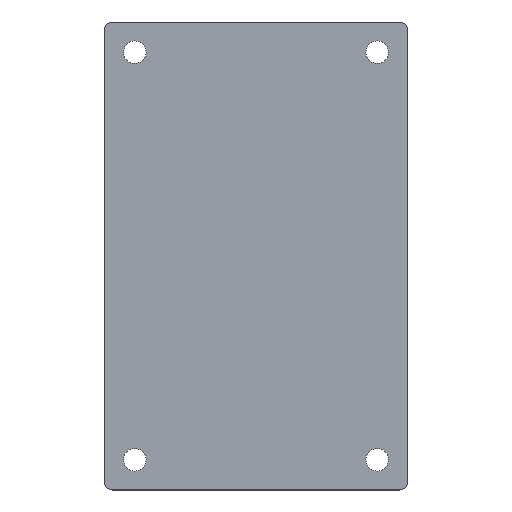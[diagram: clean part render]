
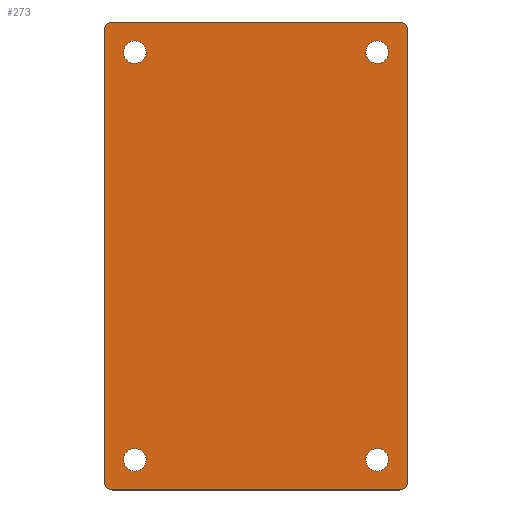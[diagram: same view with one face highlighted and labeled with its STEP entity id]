
A CAD part, top view. The second image highlights one B-rep face of the part: STEP entity #273.
In plain terms, the highlighted planar face has unit normal (0, 0, 1).
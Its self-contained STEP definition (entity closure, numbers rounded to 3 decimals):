
#15=FACE_BOUND('',#68,.T.);
#16=FACE_BOUND('',#69,.T.);
#17=FACE_BOUND('',#70,.T.);
#18=FACE_BOUND('',#71,.T.);
#24=B_SPLINE_CURVE_WITH_KNOTS('',3,(#413,#414,#415,#416),.UNSPECIFIED.,
 .F.,.F.,(4,4),(-1.,0.),.UNSPECIFIED.);
#26=B_SPLINE_CURVE_WITH_KNOTS('',3,(#438,#439,#440,#441),.UNSPECIFIED.,
 .F.,.F.,(4,4),(-3.,-2.),.UNSPECIFIED.);
#28=B_SPLINE_CURVE_WITH_KNOTS('',3,(#463,#464,#465,#466),.UNSPECIFIED.,
 .F.,.F.,(4,4),(-5.,-4.),.UNSPECIFIED.);
#30=B_SPLINE_CURVE_WITH_KNOTS('',3,(#486,#487,#488,#489),.UNSPECIFIED.,
 .F.,.F.,(4,4),(-7.,-6.),.UNSPECIFIED.);
#39=PLANE('',#305);
#53=FACE_OUTER_BOUND('',#67,.T.);
#67=EDGE_LOOP('',(#233,#234,#235,#236,#237,#238,#239,#240));
#68=EDGE_LOOP('',(#241));
#69=EDGE_LOOP('',(#242));
#70=EDGE_LOOP('',(#243));
#71=EDGE_LOOP('',(#244));
#83=LINE('',#397,#103);
#87=LINE('',#422,#107);
#91=LINE('',#447,#111);
#95=LINE('',#472,#115);
#103=VECTOR('',#341,10.);
#107=VECTOR('',#347,10.);
#111=VECTOR('',#353,10.);
#115=VECTOR('',#359,10.);
#118=CIRCLE('',#291,1.5);
#120=CIRCLE('',#294,1.5);
#122=CIRCLE('',#297,1.5);
#124=CIRCLE('',#300,1.5);
#126=VERTEX_POINT('',#369);
#128=VERTEX_POINT('',#375);
#130=VERTEX_POINT('',#381);
#132=VERTEX_POINT('',#387);
#135=VERTEX_POINT('',#394);
#136=VERTEX_POINT('',#396);
#138=VERTEX_POINT('',#412);
#140=VERTEX_POINT('',#421);
#142=VERTEX_POINT('',#437);
#144=VERTEX_POINT('',#446);
#146=VERTEX_POINT('',#462);
#148=VERTEX_POINT('',#471);
#151=EDGE_CURVE('',#126,#126,#118,.T.);
#154=EDGE_CURVE('',#128,#128,#120,.T.);
#157=EDGE_CURVE('',#130,#130,#122,.T.);
#160=EDGE_CURVE('',#132,#132,#124,.T.);
#163=EDGE_CURVE('',#136,#135,#83,.T.);
#166=EDGE_CURVE('',#138,#136,#24,.T.);
#169=EDGE_CURVE('',#140,#138,#87,.T.);
#172=EDGE_CURVE('',#142,#140,#26,.T.);
#175=EDGE_CURVE('',#144,#142,#91,.T.);
#178=EDGE_CURVE('',#146,#144,#28,.T.);
#181=EDGE_CURVE('',#148,#146,#95,.T.);
#184=EDGE_CURVE('',#135,#148,#30,.T.);
#233=ORIENTED_EDGE('',*,*,#184,.T.);
#234=ORIENTED_EDGE('',*,*,#181,.T.);
#235=ORIENTED_EDGE('',*,*,#178,.T.);
#236=ORIENTED_EDGE('',*,*,#175,.T.);
#237=ORIENTED_EDGE('',*,*,#172,.T.);
#238=ORIENTED_EDGE('',*,*,#169,.T.);
#239=ORIENTED_EDGE('',*,*,#166,.T.);
#240=ORIENTED_EDGE('',*,*,#163,.T.);
#241=ORIENTED_EDGE('',*,*,#151,.T.);
#242=ORIENTED_EDGE('',*,*,#154,.T.);
#243=ORIENTED_EDGE('',*,*,#157,.T.);
#244=ORIENTED_EDGE('',*,*,#160,.T.);
#273=ADVANCED_FACE('',(#53,#15,#16,#17,#18),#39,.T.);
#291=AXIS2_PLACEMENT_3D('',#371,#314,#315);
#294=AXIS2_PLACEMENT_3D('',#377,#321,#322);
#297=AXIS2_PLACEMENT_3D('',#383,#328,#329);
#300=AXIS2_PLACEMENT_3D('',#389,#335,#336);
#305=AXIS2_PLACEMENT_3D('',#490,#361,#362);
#314=DIRECTION('center_axis',(0.,0.,-1.));
#315=DIRECTION('ref_axis',(-1.,0.,0.));
#321=DIRECTION('center_axis',(0.,0.,-1.));
#322=DIRECTION('ref_axis',(-1.,0.,0.));
#328=DIRECTION('center_axis',(0.,0.,-1.));
#329=DIRECTION('ref_axis',(-1.,0.,0.));
#335=DIRECTION('center_axis',(0.,0.,-1.));
#336=DIRECTION('ref_axis',(-1.,0.,0.));
#341=DIRECTION('',(0.,1.,0.));
#347=DIRECTION('',(1.,0.,0.));
#353=DIRECTION('',(0.,-1.,0.));
#359=DIRECTION('',(-1.,0.,0.));
#361=DIRECTION('center_axis',(0.,0.,1.));
#362=DIRECTION('ref_axis',(1.,0.,0.));
#369=CARTESIAN_POINT('',(-21.695,10.069,-14.));
#371=CARTESIAN_POINT('Origin',(-23.195,10.069,-14.));
#375=CARTESIAN_POINT('',(10.405,64.032,-14.));
#377=CARTESIAN_POINT('Origin',(8.905,64.032,-14.));
#381=CARTESIAN_POINT('',(-21.695,64.032,-14.));
#383=CARTESIAN_POINT('Origin',(-23.195,64.032,-14.));
#387=CARTESIAN_POINT('',(10.405,10.069,-14.));
#389=CARTESIAN_POINT('Origin',(8.905,10.069,-14.));
#394=CARTESIAN_POINT('',(12.905,67.032,-14.));
#396=CARTESIAN_POINT('',(12.905,7.069,-14.));
#397=CARTESIAN_POINT('',(12.905,67.032,-14.));
#412=CARTESIAN_POINT('',(11.905,6.069,-14.));
#413=CARTESIAN_POINT('Ctrl Pts',(11.905,6.069,-14.));
#414=CARTESIAN_POINT('Ctrl Pts',(12.455,6.069,-14.));
#415=CARTESIAN_POINT('Ctrl Pts',(12.905,6.519,-14.));
#416=CARTESIAN_POINT('Ctrl Pts',(12.905,7.069,-14.));
#421=CARTESIAN_POINT('',(-26.195,6.069,-14.));
#422=CARTESIAN_POINT('',(11.905,6.069,-14.));
#437=CARTESIAN_POINT('',(-27.195,7.069,-14.));
#438=CARTESIAN_POINT('Ctrl Pts',(-27.195,7.069,-14.));
#439=CARTESIAN_POINT('Ctrl Pts',(-27.195,6.519,-14.));
#440=CARTESIAN_POINT('Ctrl Pts',(-26.745,6.069,-14.));
#441=CARTESIAN_POINT('Ctrl Pts',(-26.195,6.069,-14.));
#446=CARTESIAN_POINT('',(-27.195,67.032,-14.));
#447=CARTESIAN_POINT('',(-27.195,7.069,-14.));
#462=CARTESIAN_POINT('',(-26.195,68.032,-14.));
#463=CARTESIAN_POINT('Ctrl Pts',(-26.195,68.032,-14.));
#464=CARTESIAN_POINT('Ctrl Pts',(-26.745,68.032,-14.));
#465=CARTESIAN_POINT('Ctrl Pts',(-27.195,67.582,-14.));
#466=CARTESIAN_POINT('Ctrl Pts',(-27.195,67.032,-14.));
#471=CARTESIAN_POINT('',(11.905,68.032,-14.));
#472=CARTESIAN_POINT('',(-26.195,68.032,-14.));
#486=CARTESIAN_POINT('Ctrl Pts',(12.905,67.032,-14.));
#487=CARTESIAN_POINT('Ctrl Pts',(12.905,67.582,-14.));
#488=CARTESIAN_POINT('Ctrl Pts',(12.455,68.032,-14.));
#489=CARTESIAN_POINT('Ctrl Pts',(11.905,68.032,-14.));
#490=CARTESIAN_POINT('Origin',(-7.145,37.051,-14.));
